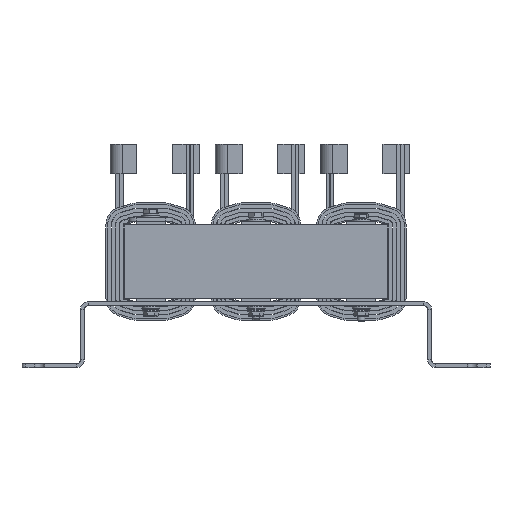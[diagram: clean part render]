
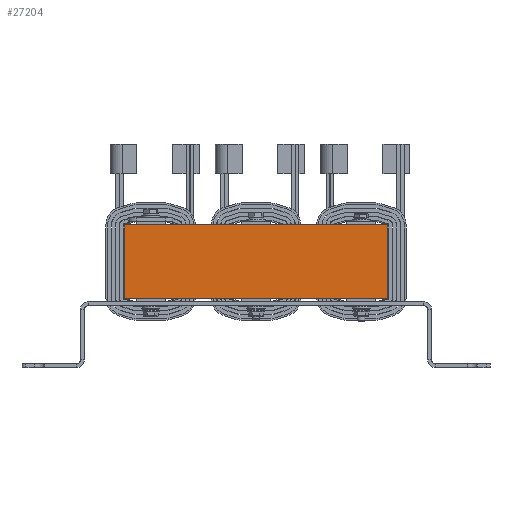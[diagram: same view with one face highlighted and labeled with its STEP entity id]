
A CAD part, front view. The second image highlights one B-rep face of the part: STEP entity #27204.
In plain terms, the highlighted planar face has unit normal (0, -1, 0).
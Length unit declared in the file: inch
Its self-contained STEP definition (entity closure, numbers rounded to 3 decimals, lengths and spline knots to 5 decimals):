
#948=PLANE('',#29144);
#1802=FACE_OUTER_BOUND('',#3319,.T.);
#3319=EDGE_LOOP('',(#18468,#18469,#18470,#18471));
#4964=LINE('',#39243,#7781);
#4969=LINE('',#39252,#7786);
#4973=LINE('',#39260,#7790);
#4974=LINE('',#39262,#7791);
#7781=VECTOR('',#31581,0.3937);
#7786=VECTOR('',#31588,0.3937);
#7790=VECTOR('',#31596,0.3937);
#7791=VECTOR('',#31599,0.3937);
#11582=VERTEX_POINT('',#39239);
#11584=VERTEX_POINT('',#39242);
#11586=VERTEX_POINT('',#39248);
#11589=VERTEX_POINT('',#39258);
#14320=EDGE_CURVE('',#11584,#11582,#4964,.T.);
#14325=EDGE_CURVE('',#11586,#11584,#4969,.T.);
#14329=EDGE_CURVE('',#11582,#11589,#4973,.T.);
#14330=EDGE_CURVE('',#11589,#11586,#4974,.T.);
#18468=ORIENTED_EDGE('',*,*,#14330,.T.);
#18469=ORIENTED_EDGE('',*,*,#14325,.T.);
#18470=ORIENTED_EDGE('',*,*,#14320,.T.);
#18471=ORIENTED_EDGE('',*,*,#14329,.T.);
#27204=ADVANCED_FACE('',(#1802),#948,.T.);
#29144=AXIS2_PLACEMENT_3D('',#39261,#31597,#31598);
#31581=DIRECTION('',(1.,0.,0.));
#31588=DIRECTION('',(0.,0.,-1.));
#31596=DIRECTION('',(0.,0.,1.));
#31597=DIRECTION('center_axis',(0.,-1.,0.));
#31598=DIRECTION('ref_axis',(0.,0.,-1.));
#31599=DIRECTION('',(-1.,0.,0.));
#39239=CARTESIAN_POINT('',(7.71526,-0.95864,-1.25));
#39242=CARTESIAN_POINT('',(-1.28474,-0.95864,-1.25));
#39243=CARTESIAN_POINT('',(7.71526,-0.95864,-1.25));
#39248=CARTESIAN_POINT('',(-1.28474,-0.95864,1.25));
#39252=CARTESIAN_POINT('',(-1.28474,-0.95864,0.));
#39258=CARTESIAN_POINT('',(7.71526,-0.95864,1.25));
#39260=CARTESIAN_POINT('',(7.71526,-0.95864,0.));
#39261=CARTESIAN_POINT('Origin',(7.71526,-0.95864,0.));
#39262=CARTESIAN_POINT('',(7.71526,-0.95864,1.25));
